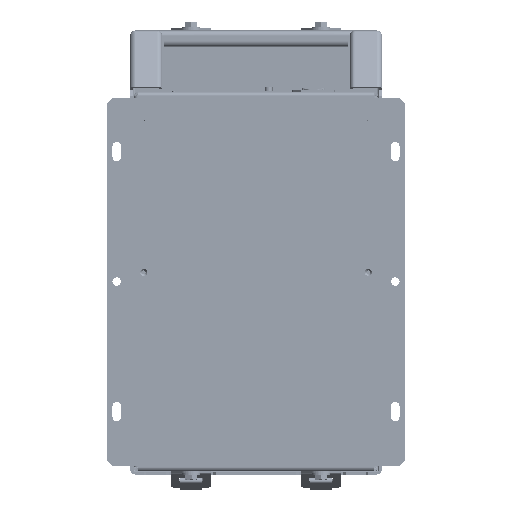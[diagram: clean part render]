
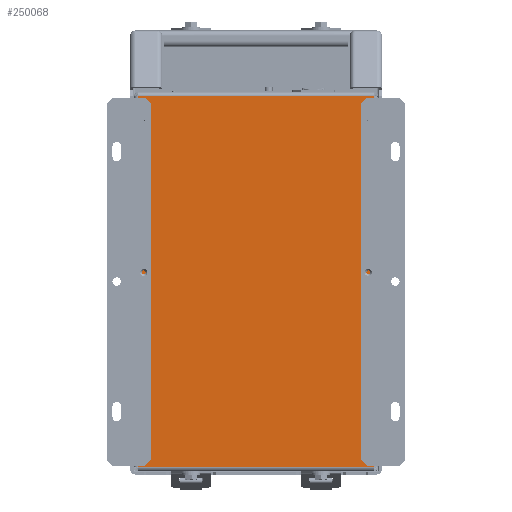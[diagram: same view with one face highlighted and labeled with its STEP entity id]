
A CAD part, front view. The second image highlights one B-rep face of the part: STEP entity #250068.
In plain terms, the highlighted planar face has unit normal (0, -1, 0).
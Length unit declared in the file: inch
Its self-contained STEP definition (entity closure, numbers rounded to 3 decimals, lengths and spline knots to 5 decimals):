
#4353 = CARTESIAN_POINT ( 'NONE',  ( 5.18275, -0.125, -0.429 ) ) ;
#4911 = EDGE_LOOP ( 'NONE', ( #172360 ) ) ;
#5978 = DIRECTION ( 'NONE',  ( 0., 0., -1. ) ) ;
#6261 = CARTESIAN_POINT ( 'NONE',  ( -5.18275, -0.125, -7.54875 ) ) ;
#8944 = CARTESIAN_POINT ( 'NONE',  ( -5.4625, -0.125, 8.5625 ) ) ;
#15262 = CARTESIAN_POINT ( 'NONE',  ( -5.4625, -0.125, -8.5625 ) ) ;
#19387 = LINE ( 'NONE', #209801, #364666 ) ;
#21645 = CARTESIAN_POINT ( 'NONE',  ( 5.18275, -0.125, -0.574 ) ) ;
#22545 = AXIS2_PLACEMENT_3D ( 'NONE', #4353, #240067, #77794 ) ;
#30807 = CIRCLE ( 'NONE', #182709, 0.145 ) ;
#33968 = VECTOR ( 'NONE', #36640, 39.37008 ) ;
#36640 = DIRECTION ( 'NONE',  ( 0., 0., 1. ) ) ;
#37398 = AXIS2_PLACEMENT_3D ( 'NONE', #298119, #168110, #5978 ) ;
#40561 = EDGE_CURVE ( 'NONE', #253085, #253085, #112218, .T. ) ;
#42877 = EDGE_LOOP ( 'NONE', ( #74696 ) ) ;
#56021 = DIRECTION ( 'NONE',  ( 0., -1., 0. ) ) ;
#69033 = VERTEX_POINT ( 'NONE', #6261 ) ;
#70329 = FACE_OUTER_BOUND ( 'NONE', #212068, .T. ) ;
#74696 = ORIENTED_EDGE ( 'NONE', *, *, #381134, .F. ) ;
#77794 = DIRECTION ( 'NONE',  ( 0., 0., -1. ) ) ;
#85602 = CARTESIAN_POINT ( 'NONE',  ( 5.18275, -0.125, 7.25875 ) ) ;
#85877 = EDGE_CURVE ( 'NONE', #130580, #130580, #30807, .T. ) ;
#88226 = AXIS2_PLACEMENT_3D ( 'NONE', #125084, #56021, #419654 ) ;
#96227 = CARTESIAN_POINT ( 'NONE',  ( 5.18275, -0.125, -7.54875 ) ) ;
#101019 = AXIS2_PLACEMENT_3D ( 'NONE', #340713, #232554, #141511 ) ;
#102693 = FACE_BOUND ( 'NONE', #306861, .T. ) ;
#106539 = CIRCLE ( 'NONE', #37398, 0.145 ) ;
#112218 = CIRCLE ( 'NONE', #22545, 0.145 ) ;
#117485 = EDGE_CURVE ( 'NONE', #336277, #319660, #211718, .T. ) ;
#125084 = CARTESIAN_POINT ( 'NONE',  ( 5.18275, -0.125, 7.40375 ) ) ;
#129660 = CARTESIAN_POINT ( 'NONE',  ( 5.4625, -0.125, -8.5625 ) ) ;
#130580 = VERTEX_POINT ( 'NONE', #191290 ) ;
#133642 = VERTEX_POINT ( 'NONE', #218692 ) ;
#135103 = PLANE ( 'NONE',  #101019 ) ;
#138649 = LINE ( 'NONE', #8944, #366930 ) ;
#141511 = DIRECTION ( 'NONE',  ( 0., 0., -1. ) ) ;
#152965 = EDGE_CURVE ( 'NONE', #69033, #69033, #246968, .T. ) ;
#154637 = DIRECTION ( 'NONE',  ( 0., -1., 0. ) ) ;
#155547 = ORIENTED_EDGE ( 'NONE', *, *, #195408, .F. ) ;
#162143 = DIRECTION ( 'NONE',  ( 0., -1., 0. ) ) ;
#168110 = DIRECTION ( 'NONE',  ( 0., -1., 0. ) ) ;
#171805 = FACE_BOUND ( 'NONE', #399593, .T. ) ;
#172360 = ORIENTED_EDGE ( 'NONE', *, *, #85877, .F. ) ;
#181613 = ORIENTED_EDGE ( 'NONE', *, *, #117485, .T. ) ;
#182709 = AXIS2_PLACEMENT_3D ( 'NONE', #321389, #154637, #356023 ) ;
#189333 = VERTEX_POINT ( 'NONE', #96227 ) ;
#190941 = VECTOR ( 'NONE', #240196, 39.37008 ) ;
#191290 = CARTESIAN_POINT ( 'NONE',  ( -5.18275, -0.125, 7.25875 ) ) ;
#195408 = EDGE_CURVE ( 'NONE', #250012, #250012, #288405, .T. ) ;
#199151 = DIRECTION ( 'NONE',  ( 0., -1., 0. ) ) ;
#206453 = FACE_BOUND ( 'NONE', #42877, .T. ) ;
#206828 = ORIENTED_EDGE ( 'NONE', *, *, #152965, .F. ) ;
#207443 = CARTESIAN_POINT ( 'NONE',  ( 5.4625, -0.125, -8.5625 ) ) ;
#209801 = CARTESIAN_POINT ( 'NONE',  ( -5.65, -0.125, -8.5625 ) ) ;
#211718 = LINE ( 'NONE', #207443, #33968 ) ;
#212068 = EDGE_LOOP ( 'NONE', ( #318960, #278472, #426387, #181613 ) ) ;
#218692 = CARTESIAN_POINT ( 'NONE',  ( -5.4625, -0.125, 8.5625 ) ) ;
#231664 = DIRECTION ( 'NONE',  ( 0., 0., -1. ) ) ;
#232554 = DIRECTION ( 'NONE',  ( 0., -1., 0. ) ) ;
#233122 = EDGE_CURVE ( 'NONE', #322474, #322474, #106539, .T. ) ;
#233988 = AXIS2_PLACEMENT_3D ( 'NONE', #292414, #199151, #231664 ) ;
#238042 = CARTESIAN_POINT ( 'NONE',  ( 5.65, -0.125, 8.5625 ) ) ;
#240067 = DIRECTION ( 'NONE',  ( 0., -1., 0. ) ) ;
#240196 = DIRECTION ( 'NONE',  ( -1., 0., 0. ) ) ;
#246968 = CIRCLE ( 'NONE', #267697, 0.145 ) ;
#247947 = CIRCLE ( 'NONE', #233988, 0.145 ) ;
#250012 = VERTEX_POINT ( 'NONE', #85602 ) ;
#250068 = ADVANCED_FACE ( 'NONE', ( #102693, #403528, #171805, #206453, #366821, #303984, #70329 ), #135103, .T. ) ;
#253085 = VERTEX_POINT ( 'NONE', #21645 ) ;
#255371 = CARTESIAN_POINT ( 'NONE',  ( -5.18275, -0.125, -0.574 ) ) ;
#267697 = AXIS2_PLACEMENT_3D ( 'NONE', #324625, #162143, #290040 ) ;
#278472 = ORIENTED_EDGE ( 'NONE', *, *, #383423, .T. ) ;
#281215 = DIRECTION ( 'NONE',  ( 1., 0., 0. ) ) ;
#288405 = CIRCLE ( 'NONE', #88226, 0.145 ) ;
#290040 = DIRECTION ( 'NONE',  ( 0., 0., -1. ) ) ;
#292414 = CARTESIAN_POINT ( 'NONE',  ( 5.18275, -0.125, -7.40375 ) ) ;
#298119 = CARTESIAN_POINT ( 'NONE',  ( -5.18275, -0.125, -0.429 ) ) ;
#303720 = ORIENTED_EDGE ( 'NONE', *, *, #233122, .F. ) ;
#303984 = FACE_BOUND ( 'NONE', #343392, .T. ) ;
#306861 = EDGE_LOOP ( 'NONE', ( #321198 ) ) ;
#308559 = CARTESIAN_POINT ( 'NONE',  ( 5.4625, -0.125, 8.5625 ) ) ;
#318960 = ORIENTED_EDGE ( 'NONE', *, *, #403844, .T. ) ;
#319660 = VERTEX_POINT ( 'NONE', #308559 ) ;
#321198 = ORIENTED_EDGE ( 'NONE', *, *, #40561, .F. ) ;
#321389 = CARTESIAN_POINT ( 'NONE',  ( -5.18275, -0.125, 7.40375 ) ) ;
#322474 = VERTEX_POINT ( 'NONE', #255371 ) ;
#324625 = CARTESIAN_POINT ( 'NONE',  ( -5.18275, -0.125, -7.40375 ) ) ;
#336277 = VERTEX_POINT ( 'NONE', #129660 ) ;
#340713 = CARTESIAN_POINT ( 'NONE',  ( 0., -0.125, 0. ) ) ;
#343392 = EDGE_LOOP ( 'NONE', ( #206828 ) ) ;
#356023 = DIRECTION ( 'NONE',  ( 0., 0., -1. ) ) ;
#363932 = DIRECTION ( 'NONE',  ( 0., 0., -1. ) ) ;
#364666 = VECTOR ( 'NONE', #281215, 39.37008 ) ;
#366821 = FACE_BOUND ( 'NONE', #425148, .T. ) ;
#366930 = VECTOR ( 'NONE', #363932, 39.37008 ) ;
#374201 = EDGE_CURVE ( 'NONE', #375823, #336277, #19387, .T. ) ;
#375823 = VERTEX_POINT ( 'NONE', #15262 ) ;
#381134 = EDGE_CURVE ( 'NONE', #189333, #189333, #247947, .T. ) ;
#383423 = EDGE_CURVE ( 'NONE', #133642, #375823, #138649, .T. ) ;
#399593 = EDGE_LOOP ( 'NONE', ( #155547 ) ) ;
#403528 = FACE_BOUND ( 'NONE', #4911, .T. ) ;
#403844 = EDGE_CURVE ( 'NONE', #319660, #133642, #404728, .T. ) ;
#404728 = LINE ( 'NONE', #238042, #190941 ) ;
#419654 = DIRECTION ( 'NONE',  ( 0., 0., -1. ) ) ;
#425148 = EDGE_LOOP ( 'NONE', ( #303720 ) ) ;
#426387 = ORIENTED_EDGE ( 'NONE', *, *, #374201, .T. ) ;
